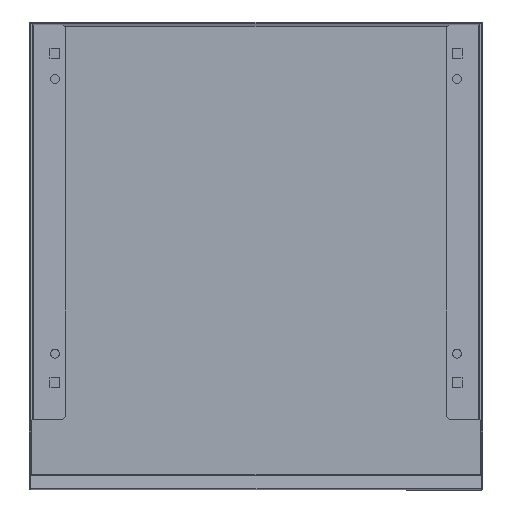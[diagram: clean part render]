
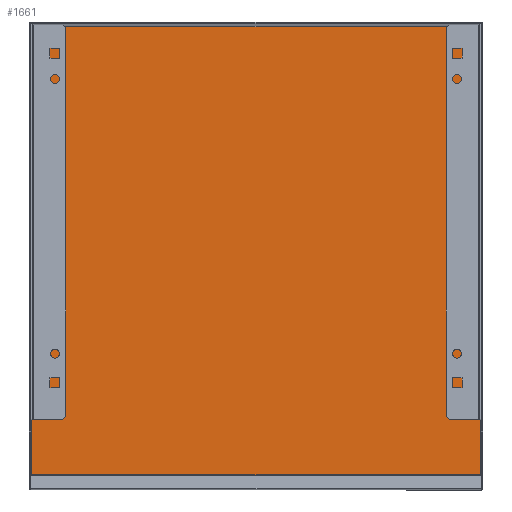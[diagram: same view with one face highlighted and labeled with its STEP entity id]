
A CAD part, front view. The second image highlights one B-rep face of the part: STEP entity #1661.
In plain terms, the highlighted planar face has unit normal (0, -1, 0).
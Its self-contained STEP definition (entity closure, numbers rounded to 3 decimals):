
#12 = ORIENTED_EDGE ( 'NONE', *, *, #3099, .F. ) ;
#50 = VECTOR ( 'NONE', #5100, 1000. ) ;
#72 = LINE ( 'NONE', #5123, #50 ) ;
#104 = ORIENTED_EDGE ( 'NONE', *, *, #3076, .F. ) ;
#138 = CARTESIAN_POINT ( 'NONE',  ( 203.8, -1.2, -203.79 ) ) ;
#582 = DIRECTION ( 'NONE',  ( 0., 0., 1. ) ) ;
#685 = CARTESIAN_POINT ( 'NONE',  ( -203.8, -1.2, -206.238 ) ) ;
#1348 = VERTEX_POINT ( 'NONE', #5423 ) ;
#1453 = DIRECTION ( 'NONE',  ( 1., 0., 0. ) ) ;
#1661 = ADVANCED_FACE ( 'NONE', ( #5454 ), #9528, .F. ) ;
#1794 = CARTESIAN_POINT ( 'NONE',  ( -203.8, -1.2, 203.629 ) ) ;
#2013 = EDGE_LOOP ( 'NONE', ( #104, #12, #9910, #7639 ) ) ;
#3076 = EDGE_CURVE ( 'NONE', #5516, #1348, #72, .T. ) ;
#3099 = EDGE_CURVE ( 'NONE', #3642, #5516, #9924, .T. ) ;
#3172 = EDGE_CURVE ( 'NONE', #4163, #3642, #9660, .T. ) ;
#3207 = EDGE_CURVE ( 'NONE', #1348, #4163, #9668, .T. ) ;
#3637 = DIRECTION ( 'NONE',  ( 0., 0., -1. ) ) ;
#3642 = VERTEX_POINT ( 'NONE', #6003 ) ;
#3773 = CARTESIAN_POINT ( 'NONE',  ( 203.8, -1.2, 205.837 ) ) ;
#4163 = VERTEX_POINT ( 'NONE', #9303 ) ;
#5100 = DIRECTION ( 'NONE',  ( -1., 0., 0. ) ) ;
#5123 = CARTESIAN_POINT ( 'NONE',  ( 203.8, -1.2, -203.79 ) ) ;
#5143 = AXIS2_PLACEMENT_3D ( 'NONE', #9771, #9637, #9647 ) ;
#5423 = CARTESIAN_POINT ( 'NONE',  ( -203.8, -1.2, -203.79 ) ) ;
#5454 = FACE_OUTER_BOUND ( 'NONE', #2013, .T. ) ;
#5516 = VERTEX_POINT ( 'NONE', #138 ) ;
#6003 = CARTESIAN_POINT ( 'NONE',  ( 203.8, -1.2, 203.629 ) ) ;
#7639 = ORIENTED_EDGE ( 'NONE', *, *, #3207, .F. ) ;
#9303 = CARTESIAN_POINT ( 'NONE',  ( -203.8, -1.2, 203.629 ) ) ;
#9528 = PLANE ( 'NONE',  #5143 ) ;
#9617 = VECTOR ( 'NONE', #582, 1000. ) ;
#9637 = DIRECTION ( 'NONE',  ( 0., 1., 0. ) ) ;
#9647 = DIRECTION ( 'NONE',  ( 0., 0., 1. ) ) ;
#9651 = VECTOR ( 'NONE', #1453, 1000. ) ;
#9660 = LINE ( 'NONE', #1794, #9651 ) ;
#9668 = LINE ( 'NONE', #685, #9617 ) ;
#9771 = CARTESIAN_POINT ( 'NONE',  ( 0., -1.2, 0. ) ) ;
#9849 = VECTOR ( 'NONE', #3637, 1000. ) ;
#9910 = ORIENTED_EDGE ( 'NONE', *, *, #3172, .F. ) ;
#9924 = LINE ( 'NONE', #3773, #9849 ) ;
